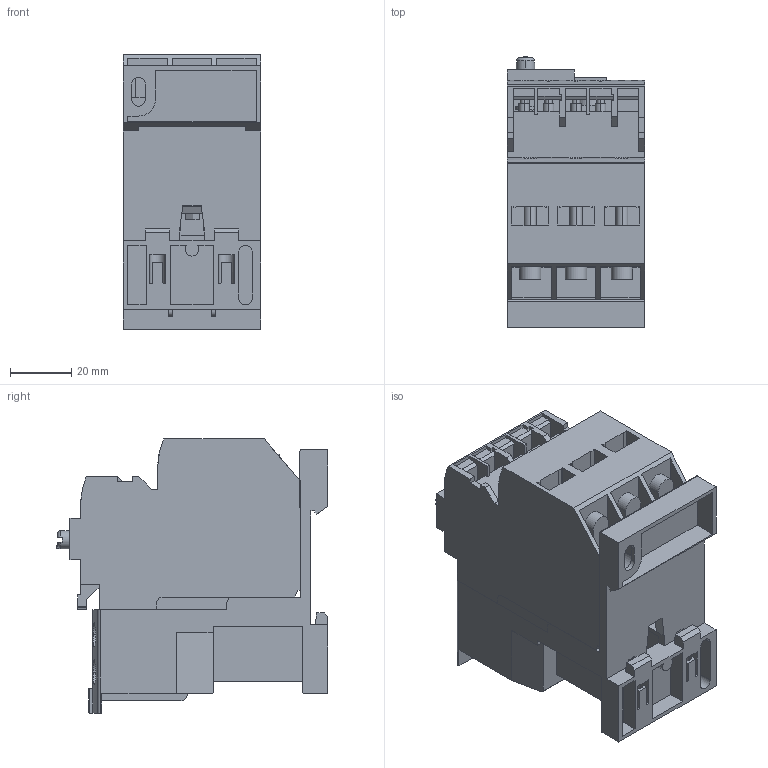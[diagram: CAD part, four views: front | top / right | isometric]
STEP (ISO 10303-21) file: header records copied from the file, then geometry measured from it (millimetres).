
FILE_DESCRIPTION((''),'2;1');
FILE_NAME('SB111472_3D-SIMPLIFIED_ASM','2015-03-03T',('mcordero'),(''),'PRO/ENGINEER BY PARAMETRIC TECHNOLOGY CORPORATION, 2006170','PRO/ENGINEER BY PARAMETRIC TECHNOLOGY CORPORATION, 2006170','');
FILE_SCHEMA(('CONFIG_CONTROL_DESIGN'));
Length unit declared in the file: millimetre
Products named in the file (24): CORPUS_2; MANIFOLD_SOLID_BREP_6721; MANIFOLD_SOLID_BREP_7213; MANIFOLD_SOLID_BREP_7705; MANIFOLD_SOLID_BREP_8197; MANIFOLD_SOLID_BREP_8689; MANIFOLD_SOLID_BREP_9181; VIS_1_ASM; SB110706_SIMPLIFIED_ASM_1_ASM; SB110706_3D-SIMPLIFIED_ASM_4_ASM; SB110706_3D-SIMPLIFIED_ASM; MANIFOLD_SOLID_BREP_10922; MANIFOLD_SOLID_BREP_11010; MANIFOLD_SOLID_BREP_11098; MANIFOLD_SOLID_BREP_11186; CORP_19_ASM; VIS-HAUT_1; PETITE-VIS_1; GROSSE-VIS_1; GRANDE-VIS_1; SB111470_3D-SIMPLIFIED-1_ASM_7_ASM; SB111470_3D-SIMPLIFIED_ASM_29_ASM; SB111470_3D-SIMPLIFIED_ASM; SB111472_3D-SIMPLIFIED_ASM
Assembly tree (28 placements, depth 6):
  SB111472_3D-SIMPLIFIED_ASM
    SB110706_3D-SIMPLIFIED_ASM
      SB110706_3D-SIMPLIFIED_ASM_4_ASM
        SB110706_SIMPLIFIED_ASM_1_ASM
          CORPUS_2
          VIS_1_ASM
            MANIFOLD_SOLID_BREP_6721
            MANIFOLD_SOLID_BREP_7213
            MANIFOLD_SOLID_BREP_7705
            MANIFOLD_SOLID_BREP_8197
            MANIFOLD_SOLID_BREP_8689
            MANIFOLD_SOLID_BREP_9181
    SB111470_3D-SIMPLIFIED_ASM
      SB111470_3D-SIMPLIFIED_ASM_29_ASM
        SB111470_3D-SIMPLIFIED-1_ASM_7_ASM
          CORP_19_ASM
            MANIFOLD_SOLID_BREP_10922
            MANIFOLD_SOLID_BREP_11010
            MANIFOLD_SOLID_BREP_11098
            MANIFOLD_SOLID_BREP_11186
          VIS-HAUT_1
          PETITE-VIS_1  x4
          GROSSE-VIS_1  x3
          GRANDE-VIS_1
Bounding box: 45 x 88.8 x 89.67 mm (x, y, z)
Volume: 200485.9 mm3; surface area: 62660.9 mm2
Topology: 20 solids, 20 shells, 849 faces, 2370 edges, 1584 vertices
Faces by surface type: plane 669, cylinder 177, torus 3
Entity records: 25040 total; most frequent: CARTESIAN_POINT 4828, ORIENTED_EDGE 4200, DIRECTION 4072, EDGE_CURVE 2100, VECTOR 1640, LINE 1640, VERTEX_POINT 1404, AXIS2_PLACEMENT_3D 1216
